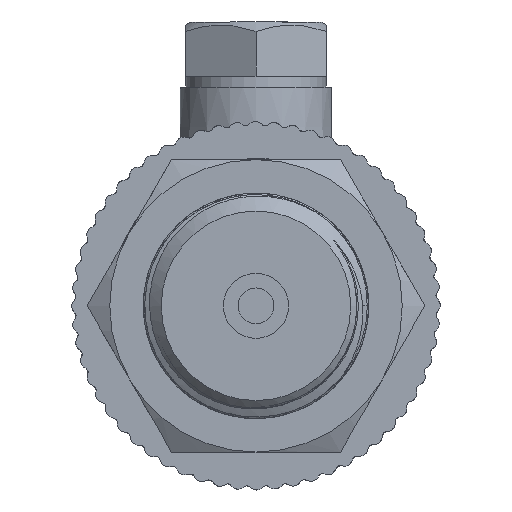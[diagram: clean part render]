
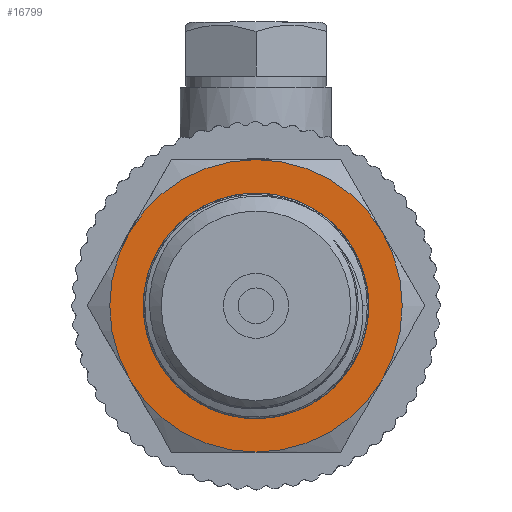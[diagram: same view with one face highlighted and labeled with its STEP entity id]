
A CAD part, left-side view. The second image highlights one B-rep face of the part: STEP entity #16799.
In plain terms, the highlighted planar face has unit normal (-1, 0, 0).
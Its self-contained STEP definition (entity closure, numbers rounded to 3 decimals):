
#140=PLANE('',#17730);
#750=FACE_BOUND('',#2112,.T.);
#1132=FACE_OUTER_BOUND('',#2111,.T.);
#2111=EDGE_LOOP('',(#12581));
#2112=EDGE_LOOP('',(#12582));
#2904=CIRCLE('',#17720,10.);
#2906=CIRCLE('',#17728,13.5);
#7015=VERTEX_POINT('',#37615);
#7016=VERTEX_POINT('',#39469);
#9067=EDGE_CURVE('',#7015,#7015,#2904,.T.);
#9075=EDGE_CURVE('',#7016,#7016,#2906,.T.);
#12581=ORIENTED_EDGE('',*,*,#9075,.F.);
#12582=ORIENTED_EDGE('',*,*,#9067,.T.);
#16799=ADVANCED_FACE('',(#1132,#750),#140,.T.);
#17720=AXIS2_PLACEMENT_3D('',#37616,#19429,#19430);
#17728=AXIS2_PLACEMENT_3D('',#39471,#19448,#19449);
#17730=AXIS2_PLACEMENT_3D('',#39473,#19452,#19453);
#19429=DIRECTION('center_axis',(1.,0.,0.));
#19430=DIRECTION('ref_axis',(0.,0.,-1.));
#19448=DIRECTION('center_axis',(1.,0.,0.));
#19449=DIRECTION('ref_axis',(0.,0.,-1.));
#19452=DIRECTION('center_axis',(-1.,0.,0.));
#19453=DIRECTION('ref_axis',(0.,0.,1.));
#37615=CARTESIAN_POINT('',(-47.,0.,10.));
#37616=CARTESIAN_POINT('Origin',(-47.,0.,0.));
#39469=CARTESIAN_POINT('',(-47.,-13.5,0.));
#39471=CARTESIAN_POINT('Origin',(-47.,0.,0.));
#39473=CARTESIAN_POINT('Origin',(-47.,13.5,0.));
